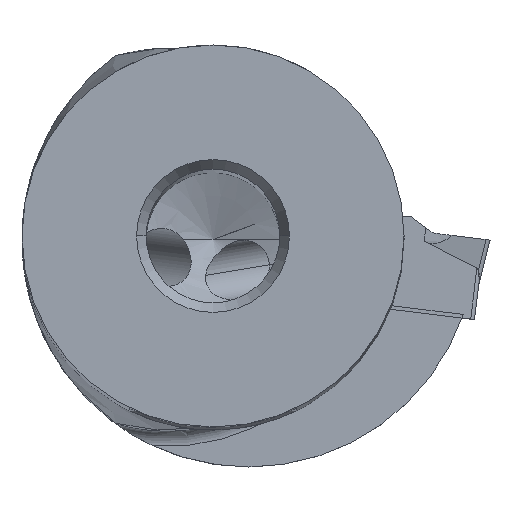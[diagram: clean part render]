
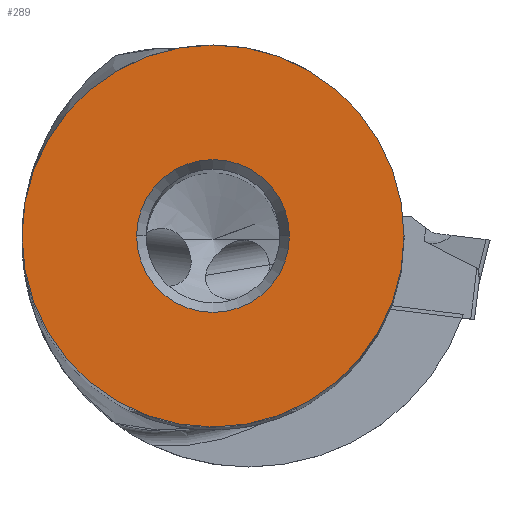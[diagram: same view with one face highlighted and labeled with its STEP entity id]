
A CAD part, top view. The second image highlights one B-rep face of the part: STEP entity #289.
In plain terms, the highlighted planar face has unit normal (0, 0, 1).
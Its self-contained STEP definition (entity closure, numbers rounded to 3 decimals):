
#37=FACE_BOUND('',#610,.T.);
#38=FACE_BOUND('',#611,.T.);
#289=ADVANCED_FACE('',(#37,#38),#344,.T.);
#344=PLANE('',#3104);
#610=EDGE_LOOP('',(#1377,#1378));
#611=EDGE_LOOP('',(#1379,#1380));
#1377=ORIENTED_EDGE('',*,*,#2087,.F.);
#1378=ORIENTED_EDGE('',*,*,#2088,.F.);
#1379=ORIENTED_EDGE('',*,*,#2086,.F.);
#1380=ORIENTED_EDGE('',*,*,#2084,.F.);
#1690=VERTEX_POINT('',#6447);
#1691=VERTEX_POINT('',#6449);
#1692=VERTEX_POINT('',#6455);
#1693=VERTEX_POINT('',#6456);
#2084=EDGE_CURVE('',#1690,#1691,#2351,.T.);
#2086=EDGE_CURVE('',#1691,#1690,#2352,.T.);
#2087=EDGE_CURVE('',#1692,#1693,#2353,.T.);
#2088=EDGE_CURVE('',#1693,#1692,#2354,.T.);
#2351=CIRCLE('',#3098,4.);
#2352=CIRCLE('',#3100,4.);
#2353=CIRCLE('',#3102,10.);
#2354=CIRCLE('',#3103,10.);
#3098=AXIS2_PLACEMENT_3D('',#6448,#3734,#3735);
#3100=AXIS2_PLACEMENT_3D('',#6452,#3739,#3740);
#3102=AXIS2_PLACEMENT_3D('',#6454,#3743,#3744);
#3103=AXIS2_PLACEMENT_3D('',#6457,#3745,#3746);
#3104=AXIS2_PLACEMENT_3D('',#6458,#3747,#3748);
#3734=DIRECTION('',(0.,0.,1.));
#3735=DIRECTION('',(1.,0.,0.));
#3739=DIRECTION('',(0.,0.,1.));
#3740=DIRECTION('',(-1.,0.,0.));
#3743=DIRECTION('',(0.,0.,-1.));
#3744=DIRECTION('',(-1.,0.,0.));
#3745=DIRECTION('',(0.,0.,-1.));
#3746=DIRECTION('',(1.,0.,0.));
#3747=DIRECTION('',(0.,0.,1.));
#3748=DIRECTION('',(1.,0.,0.));
#6447=CARTESIAN_POINT('',(4.,0.,0.));
#6448=CARTESIAN_POINT('',(0.,0.,0.));
#6449=CARTESIAN_POINT('',(-4.,0.,0.));
#6452=CARTESIAN_POINT('',(0.,0.,0.));
#6454=CARTESIAN_POINT('',(0.,0.,0.));
#6455=CARTESIAN_POINT('',(-10.,0.,0.));
#6456=CARTESIAN_POINT('',(10.,0.,0.));
#6457=CARTESIAN_POINT('',(0.,0.,0.));
#6458=CARTESIAN_POINT('',(0.,0.,0.));
